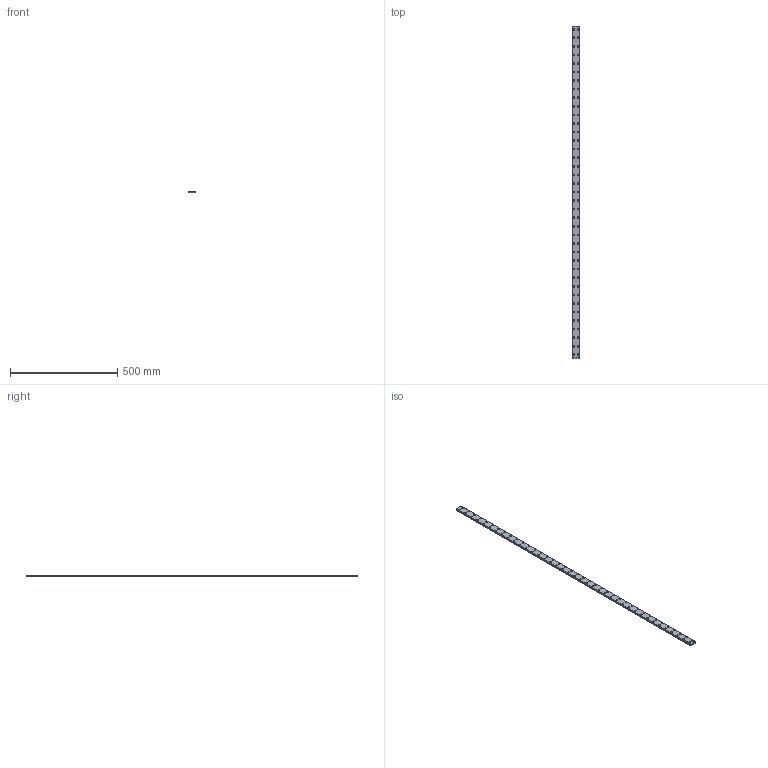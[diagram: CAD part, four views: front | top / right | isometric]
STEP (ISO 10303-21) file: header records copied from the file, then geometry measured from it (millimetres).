
FILE_DESCRIPTION(('STEP AP214'),'1');
FILE_NAME('cctmp_2D0167D8-DB32-4220-B93E-E8BCE43F007A_2021_02_25_14_18_49_0895..stp','2021-02-25T13:18:50',('HIWIN GmbH'),('CADClick - www.CADClick.com'),'Spatial InterOp 3D',' ','unknown authorization');
FILE_SCHEMA(('AUTOMOTIVE_DESIGN'));
Length unit declared in the file: millimetre
Products named in the file (1): WER17R1550H_FILE
Bounding box: 33 x 1550 x 9.3 mm (x, y, z)
Volume: 427992 mm3; surface area: 151897.5 mm2
Topology: 1 solids, 1 shells, 805 faces, 1695 edges, 1130 vertices
Faces by surface type: cylinder 486, plane 319
Entity records: 28485 total; most frequent: DIRECTION 4279, CARTESIAN_POINT 3631, ORIENTED_EDGE 3390, AXIS2_PLACEMENT_3D 1778, EDGE_CURVE 1695, VERTEX_POINT 1130, EDGE_LOOP 1043, CIRCLE 972
